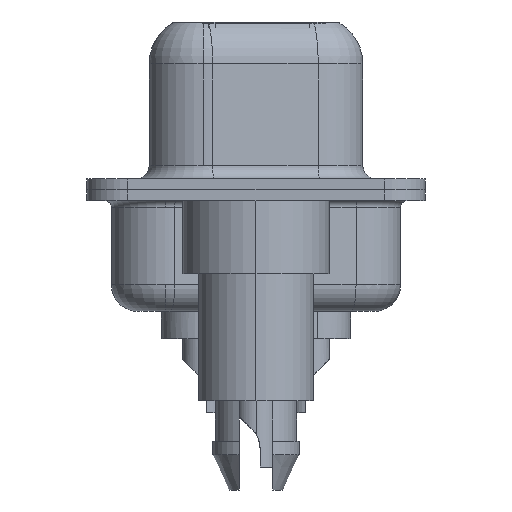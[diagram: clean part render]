
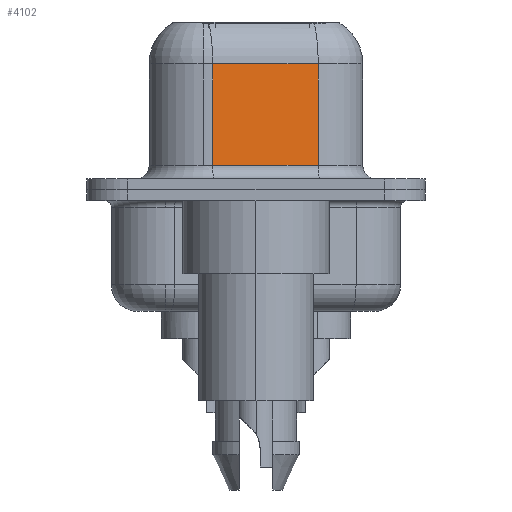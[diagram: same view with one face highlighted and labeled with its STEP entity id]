
A CAD part, left-side view. The second image highlights one B-rep face of the part: STEP entity #4102.
In plain terms, the highlighted planar face has unit normal (-0.985, -0.174, 0).
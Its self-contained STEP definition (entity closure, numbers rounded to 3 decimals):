
#405 = DIRECTION ( 'NONE',  ( 0., 0., -1. ) ) ;
#914 = ORIENTED_EDGE ( 'NONE', *, *, #19959, .T. ) ;
#4102 = ADVANCED_FACE ( 'NONE', ( #29140 ), #9512, .F. ) ;
#5130 = VERTEX_POINT ( 'NONE', #18824 ) ;
#6341 = LINE ( 'NONE', #13739, #29091 ) ;
#6582 = CARTESIAN_POINT ( 'NONE',  ( 4.355, 1.603, 6.4 ) ) ;
#7266 = DIRECTION ( 'NONE',  ( -0.174, 0.985, 0. ) ) ;
#7812 = EDGE_CURVE ( 'NONE', #30727, #21968, #6341, .T. ) ;
#8775 = VERTEX_POINT ( 'NONE', #19506 ) ;
#9512 = PLANE ( 'NONE',  #29723 ) ;
#10061 = LINE ( 'NONE', #27114, #12163 ) ;
#11776 = CARTESIAN_POINT ( 'NONE',  ( 5.043, -2.297, 6.4 ) ) ;
#11871 = LINE ( 'NONE', #6582, #12784 ) ;
#12163 = VECTOR ( 'NONE', #405, 1000. ) ;
#12784 = VECTOR ( 'NONE', #18957, 1000. ) ;
#13048 = CARTESIAN_POINT ( 'NONE',  ( 4.355, 1.603, 0.9 ) ) ;
#13123 = CARTESIAN_POINT ( 'NONE',  ( 5.043, -2.297, 4.65 ) ) ;
#13739 = CARTESIAN_POINT ( 'NONE',  ( 5.043, -2.297, 0.9 ) ) ;
#16278 = EDGE_LOOP ( 'NONE', ( #20237, #914, #29973, #30602 ) ) ;
#17498 = LINE ( 'NONE', #13123, #20812 ) ;
#18824 = CARTESIAN_POINT ( 'NONE',  ( 4.355, 1.603, 4.65 ) ) ;
#18957 = DIRECTION ( 'NONE',  ( 0., 0., -1. ) ) ;
#19506 = CARTESIAN_POINT ( 'NONE',  ( 5.043, -2.297, 4.65 ) ) ;
#19796 = CARTESIAN_POINT ( 'NONE',  ( 5.043, -2.297, 0.9 ) ) ;
#19959 = EDGE_CURVE ( 'NONE', #8775, #5130, #17498, .T. ) ;
#20237 = ORIENTED_EDGE ( 'NONE', *, *, #21097, .F. ) ;
#20812 = VECTOR ( 'NONE', #25196, 1000. ) ;
#21097 = EDGE_CURVE ( 'NONE', #8775, #21968, #10061, .T. ) ;
#21602 = DIRECTION ( 'NONE',  ( 0.985, 0.174, 0. ) ) ;
#21968 = VERTEX_POINT ( 'NONE', #19796 ) ;
#25196 = DIRECTION ( 'NONE',  ( -0.174, 0.985, 0. ) ) ;
#27114 = CARTESIAN_POINT ( 'NONE',  ( 5.043, -2.297, 6.4 ) ) ;
#27885 = DIRECTION ( 'NONE',  ( 0.174, -0.985, 0. ) ) ;
#28008 = EDGE_CURVE ( 'NONE', #5130, #30727, #11871, .T. ) ;
#29091 = VECTOR ( 'NONE', #27885, 1000. ) ;
#29140 = FACE_OUTER_BOUND ( 'NONE', #16278, .T. ) ;
#29723 = AXIS2_PLACEMENT_3D ( 'NONE', #11776, #21602, #7266 ) ;
#29973 = ORIENTED_EDGE ( 'NONE', *, *, #28008, .T. ) ;
#30602 = ORIENTED_EDGE ( 'NONE', *, *, #7812, .T. ) ;
#30727 = VERTEX_POINT ( 'NONE', #13048 ) ;
